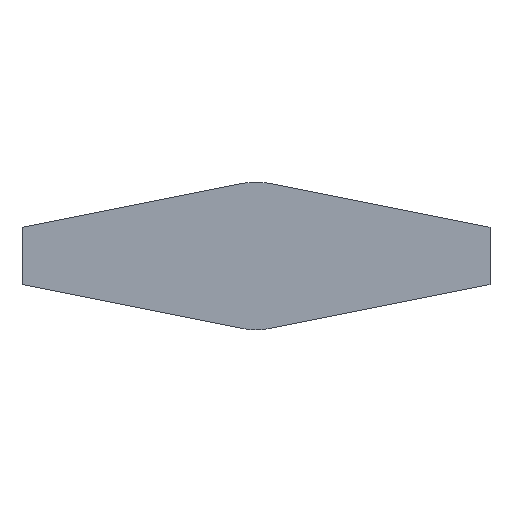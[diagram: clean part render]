
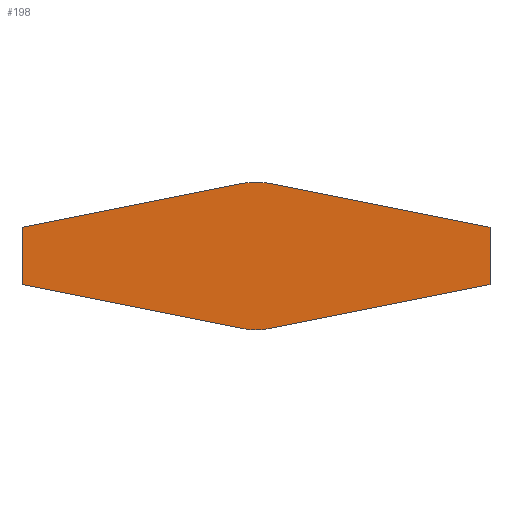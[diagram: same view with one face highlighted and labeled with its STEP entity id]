
A CAD part, front view. The second image highlights one B-rep face of the part: STEP entity #198.
In plain terms, the highlighted planar face has unit normal (0, -1, 0).
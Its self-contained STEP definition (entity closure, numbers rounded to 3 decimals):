
#19 = CARTESIAN_POINT ( 'NONE',  ( 11.76, -660., 58.836 ) ) ;
#22 = CARTESIAN_POINT ( 'NONE',  ( -190., -660., 23.21 ) ) ;
#25 = LINE ( 'NONE', #407, #263 ) ;
#28 = VECTOR ( 'NONE', #406, 1000. ) ;
#30 = VERTEX_POINT ( 'NONE', #212 ) ;
#32 = EDGE_CURVE ( 'NONE', #289, #30, #25, .T. ) ;
#40 = LINE ( 'NONE', #233, #183 ) ;
#53 = EDGE_CURVE ( 'NONE', #171, #389, #370, .T. ) ;
#59 = DIRECTION ( 'NONE',  ( 0., 1., 0. ) ) ;
#63 = CARTESIAN_POINT ( 'NONE',  ( -11.76, -660., -58.836 ) ) ;
#64 = ORIENTED_EDGE ( 'NONE', *, *, #32, .F. ) ;
#66 = CARTESIAN_POINT ( 'NONE',  ( 11.76, -660., 58.836 ) ) ;
#68 = CARTESIAN_POINT ( 'NONE',  ( 190., -660., 23.21 ) ) ;
#70 = DIRECTION ( 'NONE',  ( 0.981, 0., 0.196 ) ) ;
#72 = DIRECTION ( 'NONE',  ( 0., 0., -1. ) ) ;
#77 = ORIENTED_EDGE ( 'NONE', *, *, #333, .F. ) ;
#79 = VERTEX_POINT ( 'NONE', #22 ) ;
#81 = CARTESIAN_POINT ( 'NONE',  ( -11.76, -660., -58.836 ) ) ;
#83 = EDGE_CURVE ( 'NONE', #201, #204, #247, .T. ) ;
#90 = DIRECTION ( 'NONE',  ( 0., 1., 0. ) ) ;
#100 = DIRECTION ( 'NONE',  ( 0., 0., 1. ) ) ;
#101 = ORIENTED_EDGE ( 'NONE', *, *, #124, .F. ) ;
#105 = CARTESIAN_POINT ( 'NONE',  ( -190., -660., -23.21 ) ) ;
#106 = CIRCLE ( 'NONE', #327, 60. ) ;
#122 = EDGE_CURVE ( 'NONE', #142, #201, #314, .T. ) ;
#124 = EDGE_CURVE ( 'NONE', #30, #231, #367, .T. ) ;
#127 = CARTESIAN_POINT ( 'NONE',  ( 190., -660., -23.21 ) ) ;
#136 = LINE ( 'NONE', #266, #366 ) ;
#139 = ORIENTED_EDGE ( 'NONE', *, *, #53, .F. ) ;
#142 = VERTEX_POINT ( 'NONE', #398 ) ;
#151 = DIRECTION ( 'NONE',  ( 0., 0., 1. ) ) ;
#157 = DIRECTION ( 'NONE',  ( 0., 1., 0. ) ) ;
#158 = ORIENTED_EDGE ( 'NONE', *, *, #340, .F. ) ;
#164 = AXIS2_PLACEMENT_3D ( 'NONE', #181, #90, #342 ) ;
#171 = VERTEX_POINT ( 'NONE', #63 ) ;
#181 = CARTESIAN_POINT ( 'NONE',  ( 0., -660., 0. ) ) ;
#183 = VECTOR ( 'NONE', #70, 1000. ) ;
#187 = ORIENTED_EDGE ( 'NONE', *, *, #349, .F. ) ;
#191 = ORIENTED_EDGE ( 'NONE', *, *, #83, .F. ) ;
#198 = ADVANCED_FACE ( 'NONE', ( #381 ), #220, .F. ) ;
#201 = VERTEX_POINT ( 'NONE', #66 ) ;
#202 = AXIS2_PLACEMENT_3D ( 'NONE', #384, #157, #100 ) ;
#204 = VERTEX_POINT ( 'NONE', #68 ) ;
#210 = CARTESIAN_POINT ( 'NONE',  ( 0., -660., 0. ) ) ;
#212 = CARTESIAN_POINT ( 'NONE',  ( 11.76, -660., -58.836 ) ) ;
#218 = DIRECTION ( 'NONE',  ( 0., 1., 0. ) ) ;
#220 = PLANE ( 'NONE',  #202 ) ;
#224 = ORIENTED_EDGE ( 'NONE', *, *, #122, .F. ) ;
#225 = CARTESIAN_POINT ( 'NONE',  ( 0., -660., -60. ) ) ;
#226 = VECTOR ( 'NONE', #72, 1000. ) ;
#231 = VERTEX_POINT ( 'NONE', #225 ) ;
#233 = CARTESIAN_POINT ( 'NONE',  ( -190., -660., 23.21 ) ) ;
#238 = ORIENTED_EDGE ( 'NONE', *, *, #299, .F. ) ;
#243 = DIRECTION ( 'NONE',  ( -0.981, 0., -0.196 ) ) ;
#247 = LINE ( 'NONE', #19, #28 ) ;
#255 = DIRECTION ( 'NONE',  ( 0., 0., 1. ) ) ;
#262 = DIRECTION ( 'NONE',  ( 0., 0., 1. ) ) ;
#263 = VECTOR ( 'NONE', #243, 1000. ) ;
#266 = CARTESIAN_POINT ( 'NONE',  ( -190., -660., 0. ) ) ;
#273 = EDGE_LOOP ( 'NONE', ( #64, #77, #191, #224, #187, #158, #139, #238, #101 ) ) ;
#289 = VERTEX_POINT ( 'NONE', #127 ) ;
#299 = EDGE_CURVE ( 'NONE', #231, #171, #106, .T. ) ;
#300 = CARTESIAN_POINT ( 'NONE',  ( 190., -660., 0. ) ) ;
#303 = LINE ( 'NONE', #300, #226 ) ;
#310 = CARTESIAN_POINT ( 'NONE',  ( 0., -660., 0. ) ) ;
#314 = CIRCLE ( 'NONE', #164, 60. ) ;
#327 = AXIS2_PLACEMENT_3D ( 'NONE', #210, #218, #255 ) ;
#333 = EDGE_CURVE ( 'NONE', #204, #289, #303, .T. ) ;
#340 = EDGE_CURVE ( 'NONE', #389, #79, #136, .T. ) ;
#342 = DIRECTION ( 'NONE',  ( 0., 0., 1. ) ) ;
#348 = AXIS2_PLACEMENT_3D ( 'NONE', #310, #59, #151 ) ;
#349 = EDGE_CURVE ( 'NONE', #79, #142, #40, .T. ) ;
#366 = VECTOR ( 'NONE', #262, 1000. ) ;
#367 = CIRCLE ( 'NONE', #348, 60. ) ;
#370 = LINE ( 'NONE', #81, #387 ) ;
#381 = FACE_OUTER_BOUND ( 'NONE', #273, .T. ) ;
#384 = CARTESIAN_POINT ( 'NONE',  ( 0., -660., 0. ) ) ;
#387 = VECTOR ( 'NONE', #403, 1000. ) ;
#389 = VERTEX_POINT ( 'NONE', #105 ) ;
#398 = CARTESIAN_POINT ( 'NONE',  ( -11.76, -660., 58.836 ) ) ;
#403 = DIRECTION ( 'NONE',  ( -0.981, 0., 0.196 ) ) ;
#406 = DIRECTION ( 'NONE',  ( 0.981, 0., -0.196 ) ) ;
#407 = CARTESIAN_POINT ( 'NONE',  ( 190., -660., -23.21 ) ) ;
